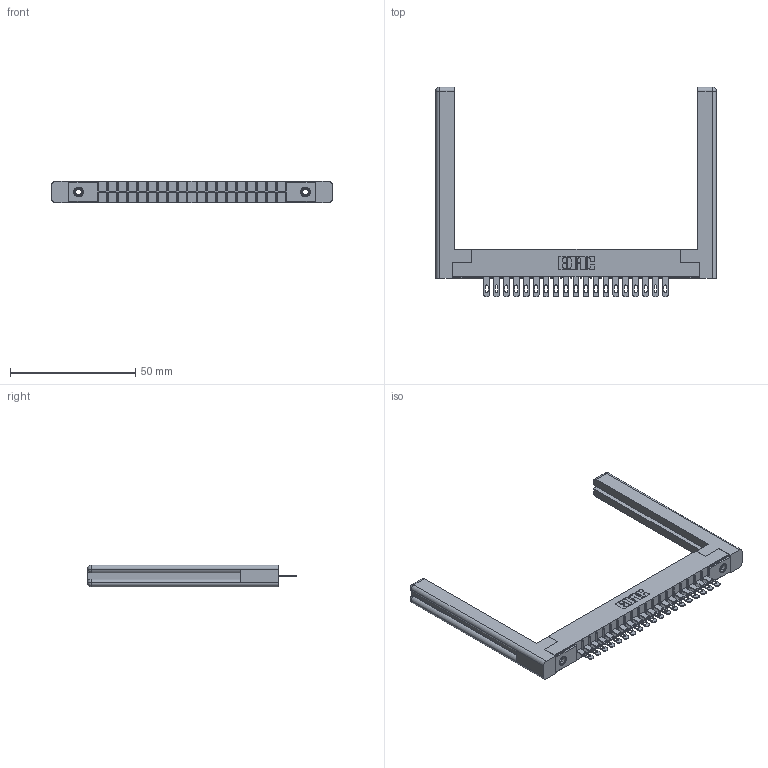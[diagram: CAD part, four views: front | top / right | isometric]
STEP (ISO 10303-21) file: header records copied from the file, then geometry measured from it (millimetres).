
FILE_DESCRIPTION (( 'STEP AP203' ), '1' );
FILE_NAME ('316-019-500-158.STEP', '2018-07-31T01:23:41', ( '' ), ( '' ), 'SwSTEP 2.0', 'SolidWorks 2016', '' );
FILE_SCHEMA (( 'CONFIG_CONTROL_DESIGN' ));
Length unit declared in the file: inch
Products named in the file (5): 306 Part_.156 Dia; 306-290-001_100; 345-250-001_345-250-001-102; 307-220-058; 316-019-500-158
Assembly tree (24 placements, depth 2):
  316-019-500-158
    306 Part_.156 Dia
    306-290-001_100  x19
    345-250-001_345-250-001-102  x2
    307-220-058  x2
Bounding box: 111.91 x 83.52 x 8.71 mm (x, y, z)
Volume: 15351.8 mm3; surface area: 16882.2 mm2
Topology: 24 solids, 24 shells, 1702 faces, 4755 edges, 3054 vertices
Faces by surface type: plane 1102, cylinder 500, sphere 76, cone 12, torus 12
Entity records: 23495 total; most frequent: CARTESIAN_POINT 3951, ORIENTED_EDGE 3856, DIRECTION 3854, EDGE_CURVE 1928, LINE 1488, VECTOR 1488, VERTEX_POINT 1226, AXIS2_PLACEMENT_3D 1183
